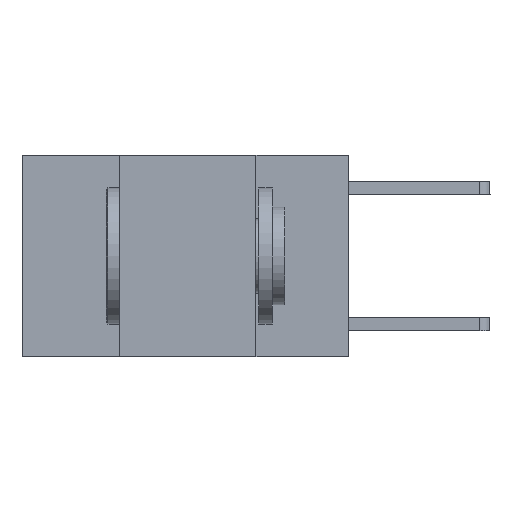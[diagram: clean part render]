
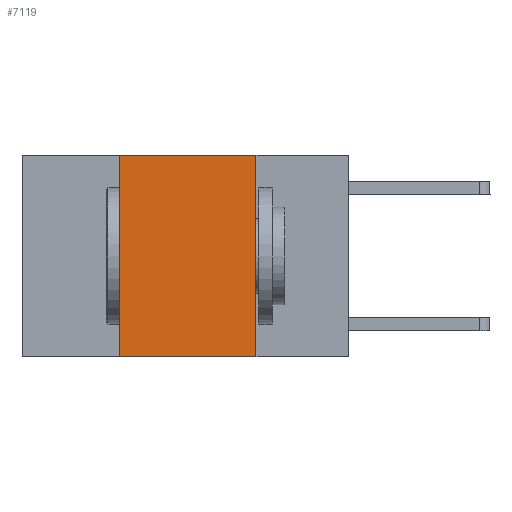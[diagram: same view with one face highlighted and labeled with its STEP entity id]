
A CAD part, left-side view. The second image highlights one B-rep face of the part: STEP entity #7119.
In plain terms, the highlighted planar face has unit normal (-1, 0, 0).
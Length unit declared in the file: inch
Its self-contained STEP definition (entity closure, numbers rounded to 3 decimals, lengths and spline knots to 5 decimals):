
#141 = CARTESIAN_POINT ( 'NONE',  ( 0., 0.6, 0. ) ) ;
#267 = PLANE ( 'NONE',  #7647 ) ;
#679 = VERTEX_POINT ( 'NONE', #10396 ) ;
#943 = DIRECTION ( 'NONE',  ( 0., 0., 1. ) ) ;
#1143 = VERTEX_POINT ( 'NONE', #8785 ) ;
#1384 = ORIENTED_EDGE ( 'NONE', *, *, #9287, .F. ) ;
#1714 = VECTOR ( 'NONE', #943, 39.37008 ) ;
#2277 = ORIENTED_EDGE ( 'NONE', *, *, #7870, .F. ) ;
#2519 = VECTOR ( 'NONE', #7920, 39.37008 ) ;
#2968 = DIRECTION ( 'NONE',  ( 1., 0., 0. ) ) ;
#3027 = EDGE_CURVE ( 'NONE', #4753, #11559, #3917, .T. ) ;
#3030 = DIRECTION ( 'NONE',  ( 0., -1., 0. ) ) ;
#3917 = LINE ( 'NONE', #5756, #9208 ) ;
#4378 = ORIENTED_EDGE ( 'NONE', *, *, #3027, .T. ) ;
#4753 = VERTEX_POINT ( 'NONE', #9513 ) ;
#5013 = DIRECTION ( 'NONE',  ( 0., -1., 0. ) ) ;
#5756 = CARTESIAN_POINT ( 'NONE',  ( 0., 0.6, -0.37 ) ) ;
#6280 = CARTESIAN_POINT ( 'NONE',  ( 0., 0.17, 0. ) ) ;
#6963 = CARTESIAN_POINT ( 'NONE',  ( 0., 0.17, -0.37 ) ) ;
#7119 = ADVANCED_FACE ( 'NONE', ( #9330 ), #267, .F. ) ;
#7647 = AXIS2_PLACEMENT_3D ( 'NONE', #141, #2968, #9389 ) ;
#7870 = EDGE_CURVE ( 'NONE', #1143, #679, #9535, .T. ) ;
#7920 = DIRECTION ( 'NONE',  ( 0., 0., -1. ) ) ;
#8446 = ORIENTED_EDGE ( 'NONE', *, *, #11455, .F. ) ;
#8614 = CARTESIAN_POINT ( 'NONE',  ( 0., 0.6, 0. ) ) ;
#8785 = CARTESIAN_POINT ( 'NONE',  ( 0., 0.42, 0. ) ) ;
#9208 = VECTOR ( 'NONE', #5013, 39.37008 ) ;
#9235 = CARTESIAN_POINT ( 'NONE',  ( 0., 0.42, 0. ) ) ;
#9287 = EDGE_CURVE ( 'NONE', #679, #11559, #9563, .T. ) ;
#9330 = FACE_OUTER_BOUND ( 'NONE', #11241, .T. ) ;
#9389 = DIRECTION ( 'NONE',  ( 0., 0., -1. ) ) ;
#9513 = CARTESIAN_POINT ( 'NONE',  ( 0., 0.42, -0.37 ) ) ;
#9535 = LINE ( 'NONE', #8614, #10564 ) ;
#9563 = LINE ( 'NONE', #6280, #2519 ) ;
#10396 = CARTESIAN_POINT ( 'NONE',  ( 0., 0.17, 0. ) ) ;
#10564 = VECTOR ( 'NONE', #3030, 39.37008 ) ;
#10567 = LINE ( 'NONE', #9235, #1714 ) ;
#11241 = EDGE_LOOP ( 'NONE', ( #1384, #2277, #8446, #4378 ) ) ;
#11455 = EDGE_CURVE ( 'NONE', #4753, #1143, #10567, .T. ) ;
#11559 = VERTEX_POINT ( 'NONE', #6963 ) ;
